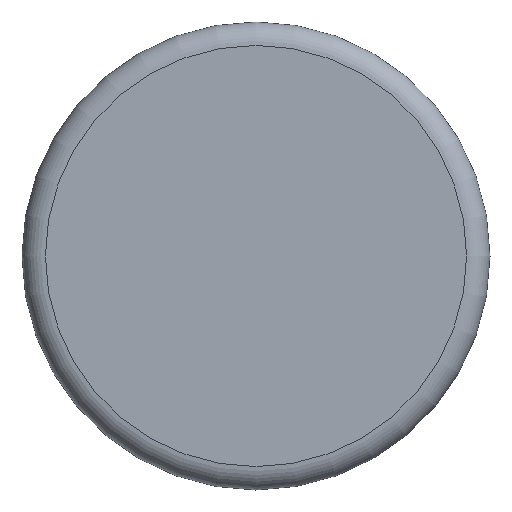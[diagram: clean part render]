
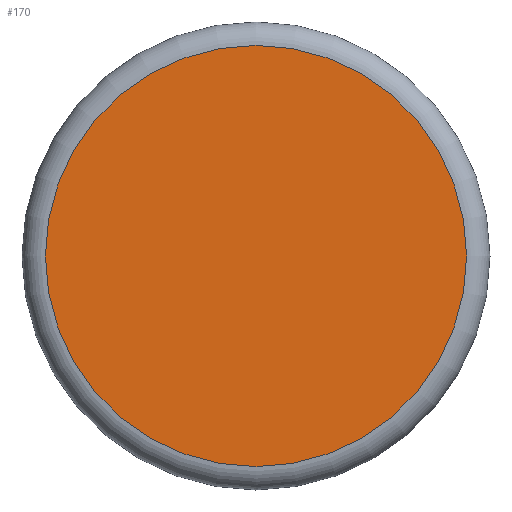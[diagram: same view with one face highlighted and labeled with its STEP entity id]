
A CAD part, front view. The second image highlights one B-rep face of the part: STEP entity #170.
In plain terms, the highlighted planar face has unit normal (0, -1, 0).
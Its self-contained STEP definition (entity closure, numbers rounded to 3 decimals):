
#87=ORIENTED_EDGE('',*,*,#102,.T.);
#92=CIRCLE('',#158,9.);
#97=VERTEX_POINT('',#187);
#102=EDGE_CURVE('',#97,#97,#92,.T.);
#112=EDGE_LOOP('',(#87));
#122=FACE_BOUND('',#112,.T.);
#141=DIRECTION('',(0.,-1.,0.));
#142=DIRECTION('',(9.,0.,0.));
#143=DIRECTION('',(0.,-1.,0.));
#144=DIRECTION('',(-1.,0.,0.));
#158=AXIS2_PLACEMENT_3D('',#188,#141,#142);
#159=AXIS2_PLACEMENT_3D('',#189,#143,#144);
#164=PLANE('',#159);
#170=ADVANCED_FACE('',(#122),#164,.T.);
#187=CARTESIAN_POINT('',(9.,0.,0.));
#188=CARTESIAN_POINT('',(0.,0.,0.));
#189=CARTESIAN_POINT('',(0.,0.,0.));
